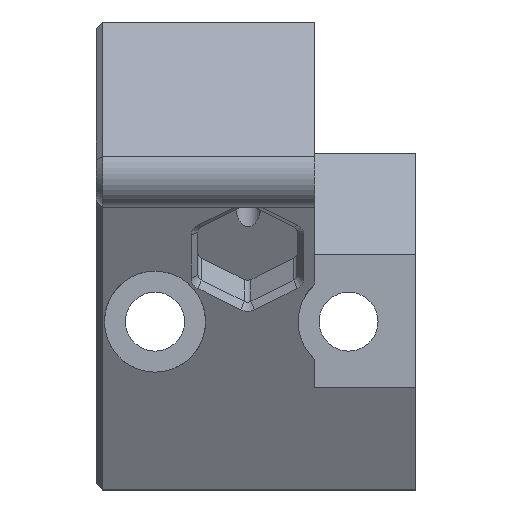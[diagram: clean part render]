
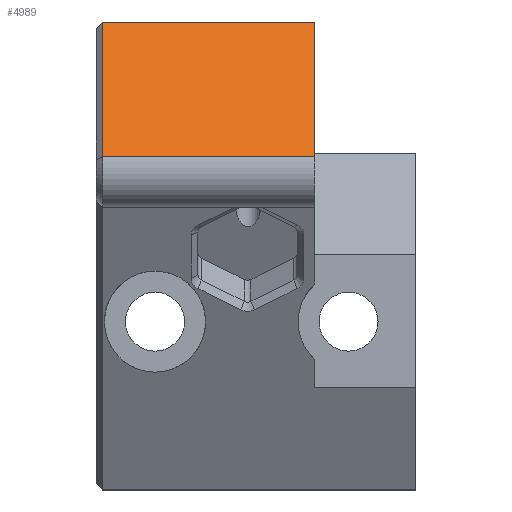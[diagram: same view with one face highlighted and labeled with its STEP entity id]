
A CAD part, front view. The second image highlights one B-rep face of the part: STEP entity #4989.
In plain terms, the highlighted planar face has unit normal (0, -0.866, 0.5).
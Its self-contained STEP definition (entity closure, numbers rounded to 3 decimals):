
#2220 = PLANE('',#2221);
#2221 = AXIS2_PLACEMENT_3D('',#2222,#2223,#2224);
#2222 = CARTESIAN_POINT('',(99.258,681.323,
    0.));
#2223 = DIRECTION('',(1.,0.,0.));
#2224 = DIRECTION('',(0.,1.,0.));
#4016 = CYLINDRICAL_SURFACE('',#4017,2.);
#4017 = AXIS2_PLACEMENT_3D('',#4018,#4019,#4020);
#4018 = CARTESIAN_POINT('',(86.258,683.937,0.5));
#4019 = DIRECTION('',(-1.,0.,0.));
#4020 = DIRECTION('',(0.,0.,-1.));
#4837 = VERTEX_POINT('',#4838);
#4838 = CARTESIAN_POINT('',(86.658,682.204,
    1.5));
#4876 = PLANE('',#4877);
#4877 = AXIS2_PLACEMENT_3D('',#4878,#4879,#4880);
#4878 = CARTESIAN_POINT('',(86.458,687.252,
    9.843));
#4879 = DIRECTION('',(-0.707,-0.612,0.354));
#4880 = DIRECTION('',(0.447,0.,0.894));
#4918 = VERTEX_POINT('',#4919);
#4919 = CARTESIAN_POINT('',(86.658,686.823,
    9.5));
#4964 = EDGE_CURVE('',#4837,#4918,#4965,.T.);
#4965 = SURFACE_CURVE('',#4966,(#4970,#4977),.PCURVE_S1.);
#4966 = LINE('',#4967,#4968);
#4967 = CARTESIAN_POINT('',(86.658,687.079,
    9.943));
#4968 = VECTOR('',#4969,1.);
#4969 = DIRECTION('',(0.,0.5,0.866));
#4970 = PCURVE('',#4876,#4971);
#4971 = DEFINITIONAL_REPRESENTATION('',(#4972),#4976);
#4972 = LINE('',#4973,#4974);
#4973 = CARTESIAN_POINT('',(0.179,-0.219));
#4974 = VECTOR('',#4975,1.);
#4975 = DIRECTION('',(0.775,0.632));
#4976 = ( GEOMETRIC_REPRESENTATION_CONTEXT(2) 
PARAMETRIC_REPRESENTATION_CONTEXT() REPRESENTATION_CONTEXT('2D SPACE',''
  ) );
#4977 = PCURVE('',#4978,#4983);
#4978 = PLANE('',#4979);
#4979 = AXIS2_PLACEMENT_3D('',#4980,#4981,#4982);
#4980 = CARTESIAN_POINT('',(86.258,681.323,
    -0.026));
#4981 = DIRECTION('',(0.,0.866,-0.5));
#4982 = DIRECTION('',(0.,0.5,0.866));
#4983 = DEFINITIONAL_REPRESENTATION('',(#4984),#4988);
#4984 = LINE('',#4985,#4986);
#4985 = CARTESIAN_POINT('',(11.511,0.4));
#4986 = VECTOR('',#4987,1.);
#4987 = DIRECTION('',(1.,0.));
#4988 = ( GEOMETRIC_REPRESENTATION_CONTEXT(2) 
PARAMETRIC_REPRESENTATION_CONTEXT() REPRESENTATION_CONTEXT('2D SPACE',''
  ) );
#4989 = ADVANCED_FACE('',(#4990),#4978,.F.);
#4990 = FACE_BOUND('',#4991,.T.);
#4991 = EDGE_LOOP('',(#4992,#4993,#5016,#5039));
#4992 = ORIENTED_EDGE('',*,*,#4964,.F.);
#4993 = ORIENTED_EDGE('',*,*,#4994,.F.);
#4994 = EDGE_CURVE('',#4995,#4837,#4997,.T.);
#4995 = VERTEX_POINT('',#4996);
#4996 = CARTESIAN_POINT('',(99.258,682.204,
    1.5));
#4997 = SURFACE_CURVE('',#4998,(#5002,#5009),.PCURVE_S1.);
#4998 = LINE('',#4999,#5000);
#4999 = CARTESIAN_POINT('',(86.258,682.204,
    1.5));
#5000 = VECTOR('',#5001,1.);
#5001 = DIRECTION('',(-1.,0.,0.));
#5002 = PCURVE('',#4978,#5003);
#5003 = DEFINITIONAL_REPRESENTATION('',(#5004),#5008);
#5004 = LINE('',#5005,#5006);
#5005 = CARTESIAN_POINT('',(1.762,0.));
#5006 = VECTOR('',#5007,1.);
#5007 = DIRECTION('',(0.,-1.));
#5008 = ( GEOMETRIC_REPRESENTATION_CONTEXT(2) 
PARAMETRIC_REPRESENTATION_CONTEXT() REPRESENTATION_CONTEXT('2D SPACE',''
  ) );
#5009 = PCURVE('',#4016,#5010);
#5010 = DEFINITIONAL_REPRESENTATION('',(#5011),#5015);
#5011 = LINE('',#5012,#5013);
#5012 = CARTESIAN_POINT('',(2.094,0.));
#5013 = VECTOR('',#5014,1.);
#5014 = DIRECTION('',(0.,1.));
#5015 = ( GEOMETRIC_REPRESENTATION_CONTEXT(2) 
PARAMETRIC_REPRESENTATION_CONTEXT() REPRESENTATION_CONTEXT('2D SPACE',''
  ) );
#5016 = ORIENTED_EDGE('',*,*,#5017,.F.);
#5017 = EDGE_CURVE('',#5018,#4995,#5020,.T.);
#5018 = VERTEX_POINT('',#5019);
#5019 = CARTESIAN_POINT('',(99.258,686.823,
    9.5));
#5020 = SURFACE_CURVE('',#5021,(#5025,#5032),.PCURVE_S1.);
#5021 = LINE('',#5022,#5023);
#5022 = CARTESIAN_POINT('',(99.258,681.329,
    -0.016));
#5023 = VECTOR('',#5024,1.);
#5024 = DIRECTION('',(0.,-0.5,-0.866));
#5025 = PCURVE('',#4978,#5026);
#5026 = DEFINITIONAL_REPRESENTATION('',(#5027),#5031);
#5027 = LINE('',#5028,#5029);
#5028 = CARTESIAN_POINT('',(0.011,13.));
#5029 = VECTOR('',#5030,1.);
#5030 = DIRECTION('',(-1.,0.));
#5031 = ( GEOMETRIC_REPRESENTATION_CONTEXT(2) 
PARAMETRIC_REPRESENTATION_CONTEXT() REPRESENTATION_CONTEXT('2D SPACE',''
  ) );
#5032 = PCURVE('',#2220,#5033);
#5033 = DEFINITIONAL_REPRESENTATION('',(#5034),#5038);
#5034 = LINE('',#5035,#5036);
#5035 = CARTESIAN_POINT('',(0.006,-0.016));
#5036 = VECTOR('',#5037,1.);
#5037 = DIRECTION('',(-0.5,-0.866));
#5038 = ( GEOMETRIC_REPRESENTATION_CONTEXT(2) 
PARAMETRIC_REPRESENTATION_CONTEXT() REPRESENTATION_CONTEXT('2D SPACE',''
  ) );
#5039 = ORIENTED_EDGE('',*,*,#5040,.F.);
#5040 = EDGE_CURVE('',#4918,#5018,#5041,.T.);
#5041 = SURFACE_CURVE('',#5042,(#5046,#5053),.PCURVE_S1.);
#5042 = LINE('',#5043,#5044);
#5043 = CARTESIAN_POINT('',(86.758,686.823,
    9.5));
#5044 = VECTOR('',#5045,1.);
#5045 = DIRECTION('',(1.,0.,0.));
#5046 = PCURVE('',#4978,#5047);
#5047 = DEFINITIONAL_REPRESENTATION('',(#5048),#5052);
#5048 = LINE('',#5049,#5050);
#5049 = CARTESIAN_POINT('',(11.,0.5));
#5050 = VECTOR('',#5051,1.);
#5051 = DIRECTION('',(0.,1.));
#5052 = ( GEOMETRIC_REPRESENTATION_CONTEXT(2) 
PARAMETRIC_REPRESENTATION_CONTEXT() REPRESENTATION_CONTEXT('2D SPACE',''
  ) );
#5053 = PCURVE('',#5054,#5059);
#5054 = PLANE('',#5055);
#5055 = AXIS2_PLACEMENT_3D('',#5056,#5057,#5058);
#5056 = CARTESIAN_POINT('',(87.258,679.323,
    9.5));
#5057 = DIRECTION('',(0.,0.,1.));
#5058 = DIRECTION('',(-1.,0.,0.));
#5059 = DEFINITIONAL_REPRESENTATION('',(#5060),#5064);
#5060 = LINE('',#5061,#5062);
#5061 = CARTESIAN_POINT('',(0.5,-7.5));
#5062 = VECTOR('',#5063,1.);
#5063 = DIRECTION('',(-1.,0.));
#5064 = ( GEOMETRIC_REPRESENTATION_CONTEXT(2) 
PARAMETRIC_REPRESENTATION_CONTEXT() REPRESENTATION_CONTEXT('2D SPACE',''
  ) );
